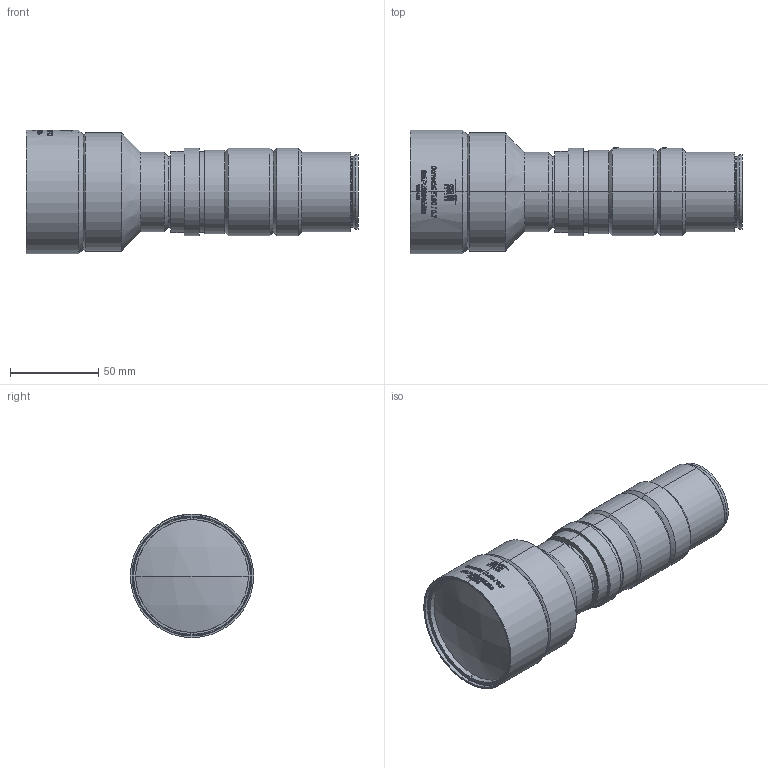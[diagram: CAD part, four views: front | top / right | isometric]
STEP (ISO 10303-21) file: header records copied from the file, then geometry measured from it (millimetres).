
FILE_DESCRIPTION (( 'STEP AP203' ), '1' );
FILE_NAME ('S5LPJ2606_M42_01.STEP', '2022-03-02T06:04:13', ( '' ), ( '' ), 'SwSTEP 2.0', 'SolidWorks 2021', '' );
FILE_SCHEMA (( 'CONFIG_CONTROL_DESIGN' ));
Length unit declared in the file: millimetre
Products named in the file (14): S5MEC0010; 149615; S5LPJ2606_M42_01; 304503; 149608; 149616; 149606_S5LPJ2606_M42; 557002_S5LPJ2606_M42; S5LDX2706; 149612; S5LDX2707; 149607; DIN 913 - M3 x 4-N_DIN 913 - M3 x 4-N; 149618
Assembly tree (14 placements, depth 2):
  S5LPJ2606_M42_01
    S5LDX2707
    S5LDX2706
    149606_S5LPJ2606_M42
    149608
    149607
    304503
    149612
    149615
    149616
    149618
    S5MEC0010
    DIN 913 - M3 x 4-N_DIN 913 - M3 x 4-N  x2
    557002_S5LPJ2606_M42
Bounding box: 188.35 x 70 x 70 mm (x, y, z)
Volume: 175395.9 mm3; surface area: 104328.1 mm2
Topology: 14 solids, 14 shells, 1023 faces, 2524 edges, 1621 vertices
Faces by surface type: bspline 370, plane 264, cylinder 227, cone 82, torus 72, sphere 8
Entity records: 69311 total; most frequent: CARTESIAN_POINT 46629, ORIENTED_EDGE 4980, DIRECTION 3355, EDGE_CURVE 2490, VERTEX_POINT 1601, AXIS2_PLACEMENT_3D 1379, B_SPLINE_CURVE_WITH_KNOTS 1169, EDGE_LOOP 1125
